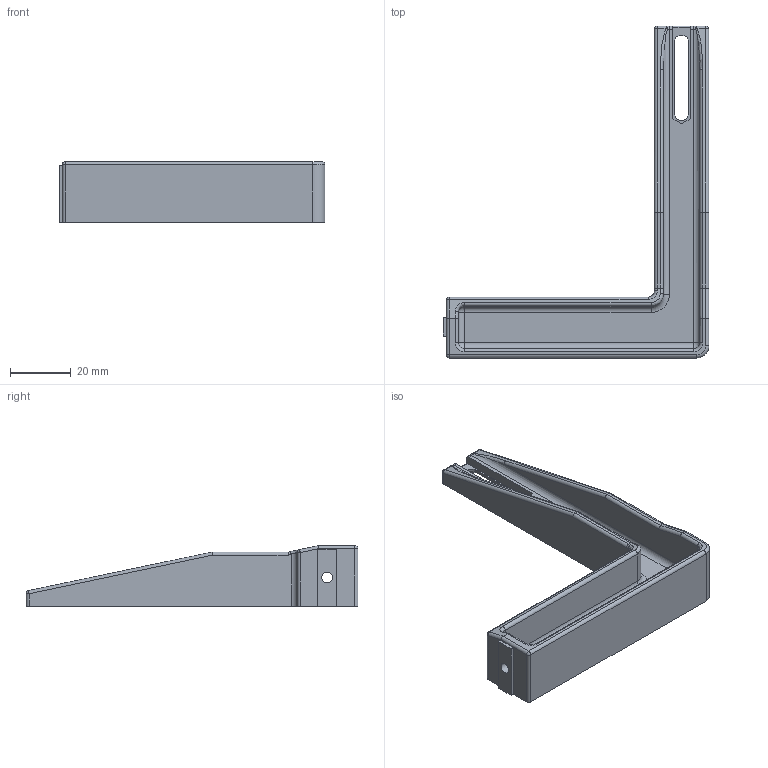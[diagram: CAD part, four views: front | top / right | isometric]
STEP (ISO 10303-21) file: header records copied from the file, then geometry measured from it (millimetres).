
FILE_DESCRIPTION(/* description */ (''),/* implementation_level */ '2;1');
FILE_NAME(/* name */ 'extension_frame_bracket_trident.step',/* time_stamp */ '2021-11-08T17:07:18+08:00',/* author */ (''),/* organization */ (''),/* preprocessor_version */ 'ST-DEVELOPER v18.1',/* originating_system */ 'Autodesk Translation Framework v10.10.0.1391',/* authorisation */ '');
FILE_SCHEMA (('AUTOMOTIVE_DESIGN { 1 0 10303 214 3 1 1 }'));
Length unit declared in the file: millimetre
Products named in the file (1): extension_frame_bracket_trident
Bounding box: 87.5 x 109.3 x 20 mm (x, y, z)
Volume: 28965.3 mm3; surface area: 16503.2 mm2
Topology: 1 solids, 1 shells, 102 faces, 239 edges, 139 vertices
Faces by surface type: cylinder 42, plane 34, sphere 9, bspline 9, torus 6, cone 2
Full cylindrical faces by diameter (mm): 3.5 x2
Entity records: 3055 total; most frequent: CARTESIAN_POINT 637, DIRECTION 530, ORIENTED_EDGE 478, EDGE_CURVE 239, AXIS2_PLACEMENT_3D 197, VERTEX_POINT 139, LINE 136, VECTOR 136
